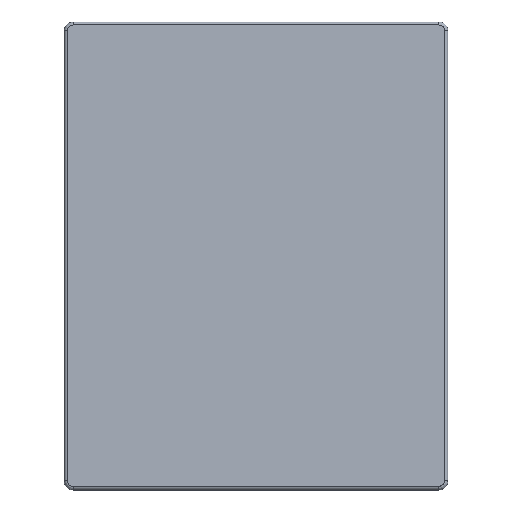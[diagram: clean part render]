
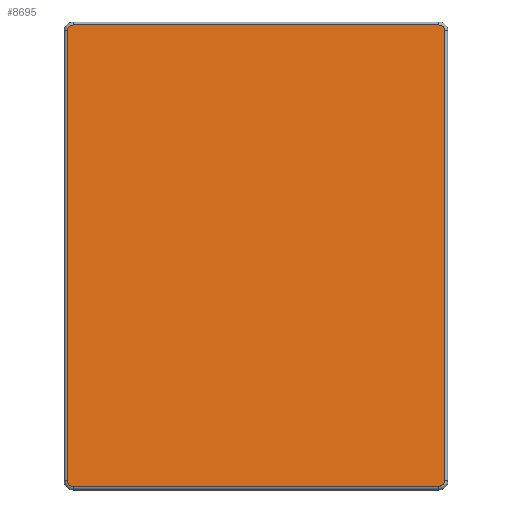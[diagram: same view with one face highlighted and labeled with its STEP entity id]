
A CAD part, front view. The second image highlights one B-rep face of the part: STEP entity #8695.
In plain terms, the highlighted planar face has unit normal (0, -0.995, 0.104).
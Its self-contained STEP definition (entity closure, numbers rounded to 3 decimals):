
#195=ELLIPSE('',#9445,1.257,1.25);
#197=ELLIPSE('',#9450,1.257,1.25);
#199=ELLIPSE('',#9455,1.257,1.25);
#202=ELLIPSE('',#9460,1.257,1.25);
#490=PLANE('',#9467);
#1328=LINE('',#16187,#2181);
#1329=LINE('',#16227,#2182);
#1331=LINE('',#16263,#2184);
#1333=LINE('',#16299,#2186);
#2181=VECTOR('',#11733,10.);
#2182=VECTOR('',#11744,10.);
#2184=VECTOR('',#11756,10.);
#2186=VECTOR('',#11768,10.);
#2832=FACE_OUTER_BOUND('',#3374,.T.);
#3374=EDGE_LOOP('',(#8060,#8061,#8062,#8063,#8064,#8065,#8066,#8067));
#4411=VERTEX_POINT('',#16180);
#4414=VERTEX_POINT('',#16185);
#4416=VERTEX_POINT('',#16219);
#4418=VERTEX_POINT('',#16225);
#4420=VERTEX_POINT('',#16255);
#4422=VERTEX_POINT('',#16261);
#4424=VERTEX_POINT('',#16291);
#4426=VERTEX_POINT('',#16297);
#5635=EDGE_CURVE('',#4414,#4411,#1328,.T.);
#5637=EDGE_CURVE('',#4416,#4414,#195,.T.);
#5640=EDGE_CURVE('',#4418,#4416,#1329,.T.);
#5643=EDGE_CURVE('',#4420,#4418,#197,.T.);
#5646=EDGE_CURVE('',#4422,#4420,#1331,.T.);
#5649=EDGE_CURVE('',#4424,#4422,#199,.T.);
#5652=EDGE_CURVE('',#4426,#4424,#1333,.T.);
#5655=EDGE_CURVE('',#4411,#4426,#202,.T.);
#8060=ORIENTED_EDGE('',*,*,#5635,.F.);
#8061=ORIENTED_EDGE('',*,*,#5637,.F.);
#8062=ORIENTED_EDGE('',*,*,#5640,.F.);
#8063=ORIENTED_EDGE('',*,*,#5643,.F.);
#8064=ORIENTED_EDGE('',*,*,#5646,.F.);
#8065=ORIENTED_EDGE('',*,*,#5649,.F.);
#8066=ORIENTED_EDGE('',*,*,#5652,.F.);
#8067=ORIENTED_EDGE('',*,*,#5655,.F.);
#8695=ADVANCED_FACE('',(#2832),#490,.F.);
#9445=AXIS2_PLACEMENT_3D('',#16221,#11736,#11737);
#9450=AXIS2_PLACEMENT_3D('',#16257,#11748,#11749);
#9455=AXIS2_PLACEMENT_3D('',#16293,#11760,#11761);
#9460=AXIS2_PLACEMENT_3D('',#16332,#11772,#11773);
#9467=AXIS2_PLACEMENT_3D('',#16351,#11793,#11794);
#11733=DIRECTION('',(-1.,0.,0.));
#11736=DIRECTION('center_axis',(0.,0.995,-0.105));
#11737=DIRECTION('ref_axis',(0.,-0.105,-0.995));
#11744=DIRECTION('',(0.,-0.105,-0.995));
#11748=DIRECTION('center_axis',(0.,0.995,-0.105));
#11749=DIRECTION('ref_axis',(0.,0.105,0.995));
#11756=DIRECTION('',(1.,0.,0.));
#11760=DIRECTION('center_axis',(0.,0.995,-0.105));
#11761=DIRECTION('ref_axis',(0.,0.105,0.995));
#11768=DIRECTION('',(0.,0.105,0.995));
#11772=DIRECTION('center_axis',(0.,0.995,-0.105));
#11773=DIRECTION('ref_axis',(0.,-0.105,-0.995));
#11793=DIRECTION('center_axis',(0.,0.995,-0.105));
#11794=DIRECTION('ref_axis',(0.,0.105,0.995));
#16180=CARTESIAN_POINT('',(-53.25,-21.413,-82.922));
#16185=CARTESIAN_POINT('',(29.25,-21.413,-82.922));
#16187=CARTESIAN_POINT('',(-55.25,-21.413,-82.922));
#16219=CARTESIAN_POINT('',(30.5,-21.282,-81.672));
#16221=CARTESIAN_POINT('Origin',(29.25,-21.282,-81.672));
#16225=CARTESIAN_POINT('',(30.5,-10.613,19.828));
#16227=CARTESIAN_POINT('',(30.5,-21.391,-82.71));
#16255=CARTESIAN_POINT('',(29.25,-10.482,21.078));
#16257=CARTESIAN_POINT('Origin',(29.25,-10.613,19.828));
#16261=CARTESIAN_POINT('',(-53.25,-10.482,21.078));
#16263=CARTESIAN_POINT('',(-12.,-10.482,21.078));
#16291=CARTESIAN_POINT('',(-54.5,-10.613,19.828));
#16293=CARTESIAN_POINT('Origin',(-53.25,-10.613,19.828));
#16297=CARTESIAN_POINT('',(-54.5,-21.282,-81.672));
#16299=CARTESIAN_POINT('',(-54.5,-15.907,-30.537));
#16332=CARTESIAN_POINT('Origin',(-53.25,-21.282,-81.672));
#16351=CARTESIAN_POINT('Origin',(-55.25,-21.5,-83.75));
